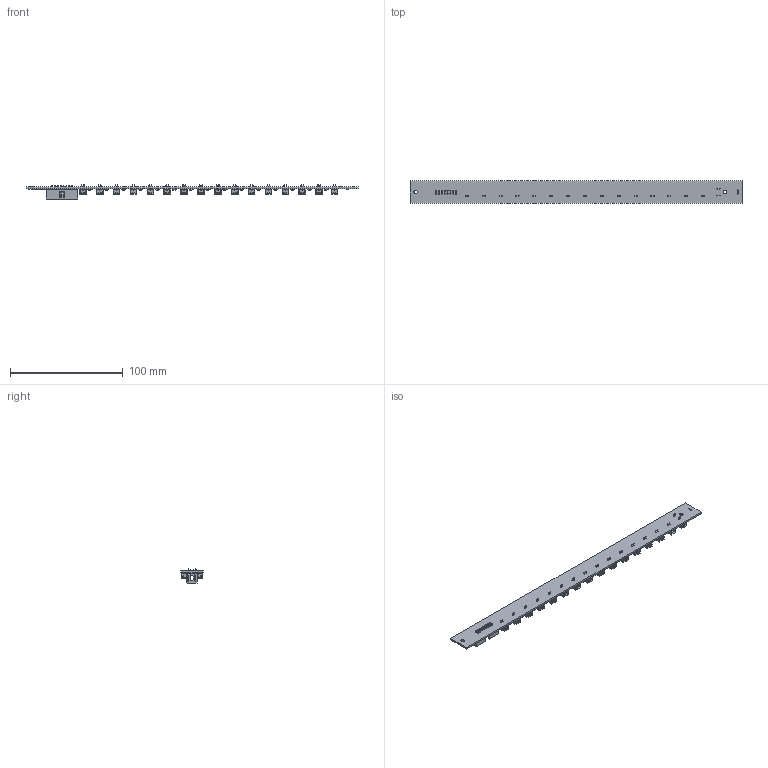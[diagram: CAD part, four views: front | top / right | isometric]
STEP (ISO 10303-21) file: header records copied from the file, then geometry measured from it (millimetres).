
FILE_DESCRIPTION(('KiCad electronic assembly'),'2;1');
FILE_NAME('SolenoidArray.step','2020-05-07T20:27:19',('An Author'),( 'A Company'),'Open CASCADE STEP processor 6.9', 'KiCad to STEP converter','Unknown');
FILE_SCHEMA(('AUTOMOTIVE_DESIGN { 1 0 10303 214 1 1 1 1 }'));
Length unit declared in the file: millimetre
Products named in the file (10): Open CASCADE STEP translator 6.9 1; IDC-Header_2x08_P2.54mm_Vertical; SOLID; R_1210_3225Metric; JST_PH_S2B-PH-K_1x02_P2.00mm_Horizontal; LED_1210_3225Metric; COMPOUND
Assembly tree (84 placements, depth 3):
  Open CASCADE STEP translator 6.9 1
    IDC-Header_2x08_P2.54mm_Vertical
      SOLID
    R_1210_3225Metric  x46
      SOLID
    JST_PH_S2B-PH-K_1x02_P2.00mm_Horizontal  x17
      SOLID
    LED_1210_3225Metric  x15
      SOLID
    COMPOUND
Bounding box: 295 x 20 x 12.5 mm (x, y, z)
Volume: 12443.9 mm3; surface area: 21742.6 mm2
Topology: 80 solids, 80 shells, 4206 faces, 11361 edges, 7364 vertices
Faces by surface type: plane 3553, cylinder 653
Full cylindrical faces by diameter (mm): 0.75 x34, 1 x6, 1.016 x16, 1.1 x2, 3 x2
Entity records: 40383 total; most frequent: CARTESIAN_POINT 6104, DIRECTION 5808, LINE 3989, VECTOR 3989, ORIENTED_EDGE 2894, PCURVE 2894, DEFINITIONAL_REPRESENTATION 2894, EDGE_CURVE 1447
